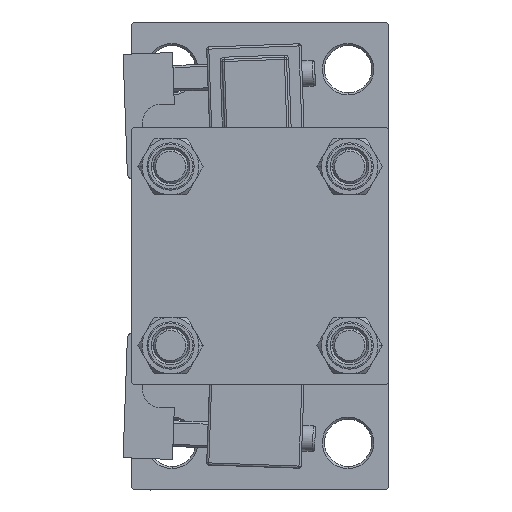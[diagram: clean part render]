
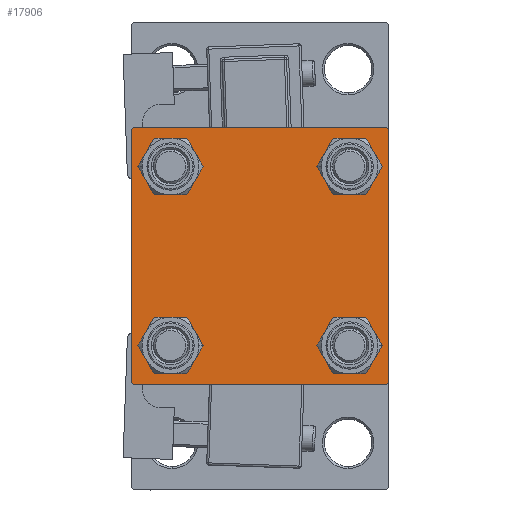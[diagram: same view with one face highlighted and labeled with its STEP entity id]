
A CAD part, left-side view. The second image highlights one B-rep face of the part: STEP entity #17906.
In plain terms, the highlighted planar face has unit normal (-1, 0, 0).
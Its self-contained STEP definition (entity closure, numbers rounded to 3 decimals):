
#234 = CIRCLE ( 'NONE', #35051, 4.5 ) ;
#406 = CARTESIAN_POINT ( 'NONE',  ( 0., 29.75, -29.75 ) ) ;
#542 = VERTEX_POINT ( 'NONE', #47255 ) ;
#972 = VERTEX_POINT ( 'NONE', #50402 ) ;
#1111 = CIRCLE ( 'NONE', #51184, 4.5 ) ;
#1427 = DIRECTION ( 'NONE',  ( 1., 0., 0. ) ) ;
#1687 = EDGE_CURVE ( 'NONE', #972, #542, #24621, .T. ) ;
#2423 = CARTESIAN_POINT ( 'NONE',  ( 0., -29.75, 29.75 ) ) ;
#2827 = DIRECTION ( 'NONE',  ( 1., 0., 0. ) ) ;
#3192 = VERTEX_POINT ( 'NONE', #29259 ) ;
#3598 = EDGE_CURVE ( 'NONE', #11469, #13842, #25998, .T. ) ;
#3647 = VERTEX_POINT ( 'NONE', #30761 ) ;
#3669 = CARTESIAN_POINT ( 'NONE',  ( 0., 0., 0. ) ) ;
#4736 = VECTOR ( 'NONE', #11103, 1000. ) ;
#5542 = ORIENTED_EDGE ( 'NONE', *, *, #36577, .T. ) ;
#5573 = EDGE_LOOP ( 'NONE', ( #45887, #23199 ) ) ;
#5615 = EDGE_LOOP ( 'NONE', ( #32957, #5542 ) ) ;
#7615 = VERTEX_POINT ( 'NONE', #43779 ) ;
#8165 = CARTESIAN_POINT ( 'NONE',  ( 0., 30., 30. ) ) ;
#9049 = ORIENTED_EDGE ( 'NONE', *, *, #15410, .T. ) ;
#9892 = VERTEX_POINT ( 'NONE', #14610 ) ;
#10266 = ORIENTED_EDGE ( 'NONE', *, *, #3598, .F. ) ;
#10488 = EDGE_CURVE ( 'NONE', #33542, #3647, #48585, .T. ) ;
#10966 = EDGE_CURVE ( 'NONE', #3647, #33542, #38455, .T. ) ;
#11103 = DIRECTION ( 'NONE',  ( 0., -1., 0. ) ) ;
#11374 = FACE_BOUND ( 'NONE', #39077, .T. ) ;
#11469 = VERTEX_POINT ( 'NONE', #22008 ) ;
#11559 = AXIS2_PLACEMENT_3D ( 'NONE', #45065, #24833, #25101 ) ;
#12105 = EDGE_CURVE ( 'NONE', #3192, #7615, #1111, .T. ) ;
#12323 = CARTESIAN_POINT ( 'NONE',  ( 0., -29.5, 30. ) ) ;
#12505 = VERTEX_POINT ( 'NONE', #39793 ) ;
#12507 = CARTESIAN_POINT ( 'NONE',  ( 0., -29.5, -30. ) ) ;
#13346 = EDGE_LOOP ( 'NONE', ( #31720, #52072 ) ) ;
#13830 = DIRECTION ( 'NONE',  ( 0., 0., 1. ) ) ;
#13842 = VERTEX_POINT ( 'NONE', #50083 ) ;
#13988 = DIRECTION ( 'NONE',  ( 0., 0., 1. ) ) ;
#14116 = CARTESIAN_POINT ( 'NONE',  ( 0., 20.85, -25.35 ) ) ;
#14610 = CARTESIAN_POINT ( 'NONE',  ( 0., 20.85, 16.35 ) ) ;
#15326 = CARTESIAN_POINT ( 'NONE',  ( 0., 20.85, 20.85 ) ) ;
#15369 = DIRECTION ( 'NONE',  ( 0., 0., 1. ) ) ;
#15410 = EDGE_CURVE ( 'NONE', #11469, #39324, #34845, .T. ) ;
#15415 = VERTEX_POINT ( 'NONE', #47087 ) ;
#15736 = CARTESIAN_POINT ( 'NONE',  ( 0., 20.85, -20.85 ) ) ;
#15957 = EDGE_LOOP ( 'NONE', ( #23565, #37141, #22111, #19245, #10266, #9049, #35138, #32778 ) ) ;
#16326 = CARTESIAN_POINT ( 'NONE',  ( 0., -29.75, -29.75 ) ) ;
#16845 = LINE ( 'NONE', #16326, #38762 ) ;
#17645 = DIRECTION ( 'NONE',  ( 0., 0., 1. ) ) ;
#17818 = CARTESIAN_POINT ( 'NONE',  ( 0., -20.85, 20.85 ) ) ;
#17906 = ADVANCED_FACE ( 'NONE', ( #23853, #11374, #32095, #31565, #28092 ), #40357, .T. ) ;
#18291 = CARTESIAN_POINT ( 'NONE',  ( 0., 20.85, -20.85 ) ) ;
#18896 = AXIS2_PLACEMENT_3D ( 'NONE', #18291, #46736, #45687 ) ;
#19245 = ORIENTED_EDGE ( 'NONE', *, *, #46611, .T. ) ;
#20534 = EDGE_CURVE ( 'NONE', #41964, #30217, #24315, .T. ) ;
#20644 = CARTESIAN_POINT ( 'NONE',  ( 0., -20.85, -20.85 ) ) ;
#20842 = CIRCLE ( 'NONE', #26763, 4.5 ) ;
#20913 = LINE ( 'NONE', #21437, #50036 ) ;
#20957 = VERTEX_POINT ( 'NONE', #12507 ) ;
#21437 = CARTESIAN_POINT ( 'NONE',  ( 0., 30., -30. ) ) ;
#22008 = CARTESIAN_POINT ( 'NONE',  ( 0., -30., 29.5 ) ) ;
#22111 = ORIENTED_EDGE ( 'NONE', *, *, #26382, .T. ) ;
#22282 = AXIS2_PLACEMENT_3D ( 'NONE', #15736, #48163, #44173 ) ;
#22587 = ORIENTED_EDGE ( 'NONE', *, *, #12105, .T. ) ;
#23199 = ORIENTED_EDGE ( 'NONE', *, *, #31156, .T. ) ;
#23282 = CARTESIAN_POINT ( 'NONE',  ( 0., 29.5, -30. ) ) ;
#23325 = LINE ( 'NONE', #8165, #4736 ) ;
#23565 = ORIENTED_EDGE ( 'NONE', *, *, #24130, .T. ) ;
#23787 = DIRECTION ( 'NONE',  ( 0., -0.707, -0.707 ) ) ;
#23853 = FACE_BOUND ( 'NONE', #5615, .T. ) ;
#24130 = EDGE_CURVE ( 'NONE', #542, #41964, #46635, .T. ) ;
#24257 = CIRCLE ( 'NONE', #11559, 4.5 ) ;
#24315 = LINE ( 'NONE', #406, #32699 ) ;
#24621 = LINE ( 'NONE', #40862, #32219 ) ;
#24833 = DIRECTION ( 'NONE',  ( 1., 0., 0. ) ) ;
#24990 = AXIS2_PLACEMENT_3D ( 'NONE', #3669, #44610, #15369 ) ;
#25101 = DIRECTION ( 'NONE',  ( 0., 0., 1. ) ) ;
#25499 = CIRCLE ( 'NONE', #39968, 4.5 ) ;
#25832 = VECTOR ( 'NONE', #31625, 1000. ) ;
#25998 = LINE ( 'NONE', #46750, #32174 ) ;
#26382 = EDGE_CURVE ( 'NONE', #30217, #20957, #20913, .T. ) ;
#26763 = AXIS2_PLACEMENT_3D ( 'NONE', #20644, #49085, #13988 ) ;
#28092 = FACE_OUTER_BOUND ( 'NONE', #15957, .T. ) ;
#29161 = AXIS2_PLACEMENT_3D ( 'NONE', #32240, #35969, #32497 ) ;
#29259 = CARTESIAN_POINT ( 'NONE',  ( 0., -20.85, -16.35 ) ) ;
#30217 = VERTEX_POINT ( 'NONE', #23282 ) ;
#30761 = CARTESIAN_POINT ( 'NONE',  ( 0., 20.85, -16.35 ) ) ;
#31156 = EDGE_CURVE ( 'NONE', #9892, #34662, #25499, .T. ) ;
#31252 = DIRECTION ( 'NONE',  ( 0., 0., 1. ) ) ;
#31565 = FACE_BOUND ( 'NONE', #5573, .T. ) ;
#31625 = DIRECTION ( 'NONE',  ( 0., 0.707, 0.707 ) ) ;
#31720 = ORIENTED_EDGE ( 'NONE', *, *, #10966, .T. ) ;
#32095 = FACE_BOUND ( 'NONE', #13346, .T. ) ;
#32174 = VECTOR ( 'NONE', #34511, 1000. ) ;
#32219 = VECTOR ( 'NONE', #32345, 1000. ) ;
#32240 = CARTESIAN_POINT ( 'NONE',  ( 0., 20.85, 20.85 ) ) ;
#32345 = DIRECTION ( 'NONE',  ( 0., 0.707, -0.707 ) ) ;
#32497 = DIRECTION ( 'NONE',  ( 0., 0., 1. ) ) ;
#32699 = VECTOR ( 'NONE', #23787, 1000. ) ;
#32778 = ORIENTED_EDGE ( 'NONE', *, *, #1687, .T. ) ;
#32957 = ORIENTED_EDGE ( 'NONE', *, *, #51929, .T. ) ;
#33542 = VERTEX_POINT ( 'NONE', #14116 ) ;
#33579 = CARTESIAN_POINT ( 'NONE',  ( 0., -20.85, -20.85 ) ) ;
#34022 = DIRECTION ( 'NONE',  ( 1., 0., 0. ) ) ;
#34390 = DIRECTION ( 'NONE',  ( 0., 0., -1. ) ) ;
#34511 = DIRECTION ( 'NONE',  ( 0., 0., -1. ) ) ;
#34643 = CARTESIAN_POINT ( 'NONE',  ( 0., 30., 30. ) ) ;
#34662 = VERTEX_POINT ( 'NONE', #48857 ) ;
#34845 = LINE ( 'NONE', #2423, #25832 ) ;
#35051 = AXIS2_PLACEMENT_3D ( 'NONE', #17818, #34022, #13830 ) ;
#35138 = ORIENTED_EDGE ( 'NONE', *, *, #51464, .F. ) ;
#35663 = ORIENTED_EDGE ( 'NONE', *, *, #47669, .T. ) ;
#35969 = DIRECTION ( 'NONE',  ( 1., 0., 0. ) ) ;
#36577 = EDGE_CURVE ( 'NONE', #12505, #15415, #234, .T. ) ;
#37141 = ORIENTED_EDGE ( 'NONE', *, *, #20534, .T. ) ;
#38455 = CIRCLE ( 'NONE', #18896, 4.5 ) ;
#38762 = VECTOR ( 'NONE', #45562, 1000. ) ;
#39077 = EDGE_LOOP ( 'NONE', ( #22587, #35663 ) ) ;
#39324 = VERTEX_POINT ( 'NONE', #12323 ) ;
#39793 = CARTESIAN_POINT ( 'NONE',  ( 0., -20.85, 16.35 ) ) ;
#39968 = AXIS2_PLACEMENT_3D ( 'NONE', #15326, #2827, #31252 ) ;
#40357 = PLANE ( 'NONE',  #24990 ) ;
#40862 = CARTESIAN_POINT ( 'NONE',  ( 0., 29.75, 29.75 ) ) ;
#41045 = EDGE_CURVE ( 'NONE', #34662, #9892, #52211, .T. ) ;
#41120 = DIRECTION ( 'NONE',  ( 0., -1., 0. ) ) ;
#41964 = VERTEX_POINT ( 'NONE', #45554 ) ;
#43779 = CARTESIAN_POINT ( 'NONE',  ( 0., -20.85, -25.35 ) ) ;
#44173 = DIRECTION ( 'NONE',  ( 0., 0., 1. ) ) ;
#44610 = DIRECTION ( 'NONE',  ( -1., 0., 0. ) ) ;
#45065 = CARTESIAN_POINT ( 'NONE',  ( 0., -20.85, 20.85 ) ) ;
#45554 = CARTESIAN_POINT ( 'NONE',  ( 0., 30., -29.5 ) ) ;
#45562 = DIRECTION ( 'NONE',  ( 0., -0.707, 0.707 ) ) ;
#45687 = DIRECTION ( 'NONE',  ( 0., 0., 1. ) ) ;
#45714 = VECTOR ( 'NONE', #34390, 1000. ) ;
#45887 = ORIENTED_EDGE ( 'NONE', *, *, #41045, .T. ) ;
#46611 = EDGE_CURVE ( 'NONE', #20957, #13842, #16845, .T. ) ;
#46635 = LINE ( 'NONE', #34643, #45714 ) ;
#46736 = DIRECTION ( 'NONE',  ( 1., 0., 0. ) ) ;
#46750 = CARTESIAN_POINT ( 'NONE',  ( 0., -30., 30. ) ) ;
#47087 = CARTESIAN_POINT ( 'NONE',  ( 0., -20.85, 25.35 ) ) ;
#47255 = CARTESIAN_POINT ( 'NONE',  ( 0., 30., 29.5 ) ) ;
#47669 = EDGE_CURVE ( 'NONE', #7615, #3192, #20842, .T. ) ;
#48163 = DIRECTION ( 'NONE',  ( 1., 0., 0. ) ) ;
#48585 = CIRCLE ( 'NONE', #22282, 4.5 ) ;
#48857 = CARTESIAN_POINT ( 'NONE',  ( 0., 20.85, 25.35 ) ) ;
#49085 = DIRECTION ( 'NONE',  ( 1., 0., 0. ) ) ;
#50036 = VECTOR ( 'NONE', #41120, 1000. ) ;
#50083 = CARTESIAN_POINT ( 'NONE',  ( 0., -30., -29.5 ) ) ;
#50402 = CARTESIAN_POINT ( 'NONE',  ( 0., 29.5, 30. ) ) ;
#51184 = AXIS2_PLACEMENT_3D ( 'NONE', #33579, #1427, #17645 ) ;
#51464 = EDGE_CURVE ( 'NONE', #972, #39324, #23325, .T. ) ;
#51929 = EDGE_CURVE ( 'NONE', #15415, #12505, #24257, .T. ) ;
#52072 = ORIENTED_EDGE ( 'NONE', *, *, #10488, .T. ) ;
#52211 = CIRCLE ( 'NONE', #29161, 4.5 ) ;
